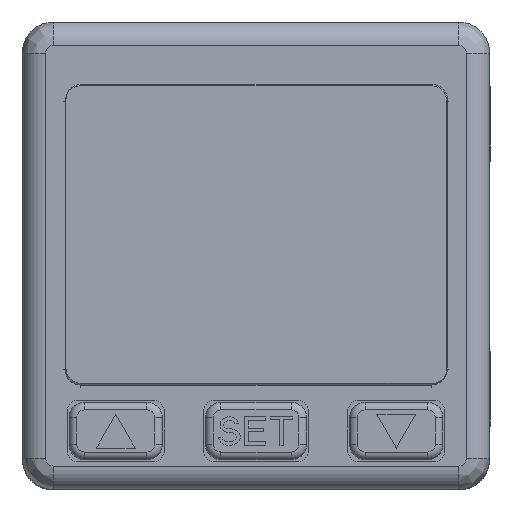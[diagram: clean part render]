
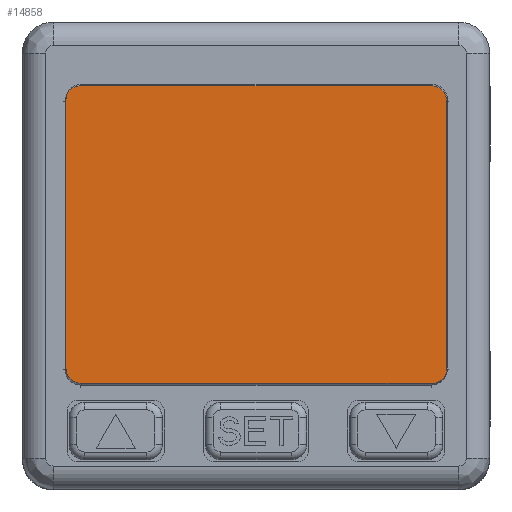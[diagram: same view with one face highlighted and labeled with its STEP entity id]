
A CAD part, top view. The second image highlights one B-rep face of the part: STEP entity #14858.
In plain terms, the highlighted planar face has unit normal (0, 0, 1).
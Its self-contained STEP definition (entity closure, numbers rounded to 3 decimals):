
#2020=CARTESIAN_POINT('',(11.25,10.992,24.97));
#2021=CARTESIAN_POINT('',(11.354,10.992,24.97));
#2022=CARTESIAN_POINT('',(11.546,10.963,24.97));
#2023=CARTESIAN_POINT('',(11.797,10.858,24.97));
#2024=CARTESIAN_POINT('',(12.016,10.695,24.97));
#2025=CARTESIAN_POINT('',(12.138,10.544,24.97));
#2026=CARTESIAN_POINT('',(12.191,10.454,24.97));
#2028=CARTESIAN_POINT('',(11.3,10.,24.97));
#2029=DIRECTION('',(0.,0.,1.));
#2030=DIRECTION('',(1.,0.,0.));
#2031=AXIS2_PLACEMENT_3D('',#2028,#2029,#2030);
#2033=DIRECTION('',(0.,1.,0.));
#2034=VECTOR('',#2033,17.2);
#2035=CARTESIAN_POINT('',(12.3,-7.2,24.97));
#2036=LINE('',#2035,#2034);
#2037=CARTESIAN_POINT('',(11.3,-7.2,24.97));
#2038=DIRECTION('',(0.,0.,1.));
#2039=DIRECTION('',(0.,-1.,0.));
#2040=AXIS2_PLACEMENT_3D('',#2037,#2038,#2039);
#2042=DIRECTION('',(1.,0.,0.));
#2043=VECTOR('',#2042,22.5);
#2044=CARTESIAN_POINT('',(-11.2,-8.2,24.97));
#2045=LINE('',#2044,#2043);
#2046=CARTESIAN_POINT('',(-11.2,-7.2,24.97));
#2047=DIRECTION('',(0.,0.,1.));
#2048=DIRECTION('',(-1.,0.,0.));
#2049=AXIS2_PLACEMENT_3D('',#2046,#2047,#2048);
#2051=DIRECTION('',(0.,-1.,0.));
#2052=VECTOR('',#2051,17.2);
#2053=CARTESIAN_POINT('',(-12.2,10.,24.97));
#2054=LINE('',#2053,#2052);
#2055=CARTESIAN_POINT('',(-11.2,10.,24.97));
#2056=DIRECTION('',(0.,0.,1.));
#2057=DIRECTION('',(-0.171,0.985,0.));
#2058=AXIS2_PLACEMENT_3D('',#2055,#2056,#2057);
#2060=CARTESIAN_POINT('',(-11.371,10.985,24.97));
#2061=CARTESIAN_POINT('',(-11.331,10.99,24.97));
#2062=CARTESIAN_POINT('',(-11.29,10.992,24.97));
#2063=CARTESIAN_POINT('',(-11.25,10.992,24.97));
#2065=DIRECTION('',(-1.,0.,0.));
#2066=VECTOR('',#2065,22.5);
#2067=CARTESIAN_POINT('',(11.25,10.992,24.97));
#2068=LINE('',#2067,#2066);
#9604=CARTESIAN_POINT('',(-12.2,10.,24.97));
#9605=CARTESIAN_POINT('',(-12.2,-7.2,24.97));
#9606=VERTEX_POINT('',#9604);
#9607=VERTEX_POINT('',#9605);
#9608=CARTESIAN_POINT('',(-11.2,-8.2,24.97));
#9609=VERTEX_POINT('',#9608);
#9610=CARTESIAN_POINT('',(11.3,-8.2,24.97));
#9611=VERTEX_POINT('',#9610);
#9612=CARTESIAN_POINT('',(12.3,-7.2,24.97));
#9613=VERTEX_POINT('',#9612);
#9614=CARTESIAN_POINT('',(12.3,10.,24.97));
#9615=VERTEX_POINT('',#9614);
#10852=VERTEX_POINT('',#2020);
#10853=VERTEX_POINT('',#2026);
#10854=CARTESIAN_POINT('',(-11.25,10.992,24.97));
#10855=VERTEX_POINT('',#10854);
#10856=VERTEX_POINT('',#2060);
#14833=CARTESIAN_POINT('',(0.05,2.6,24.97));
#14834=DIRECTION('',(0.,0.,1.));
#14835=DIRECTION('',(1.,0.,0.));
#14836=AXIS2_PLACEMENT_3D('',#14833,#14834,#14835);
#14837=PLANE('',#14836);
#14838=ORIENTED_EDGE('',*,*,#14821,.T.);
#14839=ORIENTED_EDGE('',*,*,#14779,.F.);
#14841=ORIENTED_EDGE('',*,*,#14840,.F.);
#14843=ORIENTED_EDGE('',*,*,#14842,.F.);
#14845=ORIENTED_EDGE('',*,*,#14844,.F.);
#14847=ORIENTED_EDGE('',*,*,#14846,.F.);
#14849=ORIENTED_EDGE('',*,*,#14848,.F.);
#14851=ORIENTED_EDGE('',*,*,#14850,.F.);
#14853=ORIENTED_EDGE('',*,*,#14852,.T.);
#14855=ORIENTED_EDGE('',*,*,#14854,.F.);
#14856=EDGE_LOOP('',(#14838,#14839,#14841,#14843,#14845,#14847,#14849,#14851,
#14853,#14855));
#14857=FACE_OUTER_BOUND('',#14856,.F.);
#14858=ADVANCED_FACE('',(#14857),#14837,.T.);
#2027=B_SPLINE_CURVE_WITH_KNOTS('',3,(#2020,#2021,#2022,#2023,#2024,#2025,
#2026),.UNSPECIFIED.,.F.,.F.,(4,1,1,1,4),(0.,0.25,0.5,0.75,1.),
.UNSPECIFIED.);
#2032=CIRCLE('',#2031,1.);
#2041=CIRCLE('',#2040,1.);
#2050=CIRCLE('',#2049,1.);
#2059=CIRCLE('',#2058,1.);
#2064=B_SPLINE_CURVE_WITH_KNOTS('',3,(#2060,#2061,#2062,#2063),.UNSPECIFIED.,
.F.,.F.,(4,4),(0.,1.),.UNSPECIFIED.);
#14779=EDGE_CURVE('',#9615,#10853,#2032,.T.);
#14821=EDGE_CURVE('',#10852,#10853,#2027,.T.);
#14840=EDGE_CURVE('',#9613,#9615,#2036,.T.);
#14842=EDGE_CURVE('',#9611,#9613,#2041,.T.);
#14844=EDGE_CURVE('',#9609,#9611,#2045,.T.);
#14846=EDGE_CURVE('',#9607,#9609,#2050,.T.);
#14848=EDGE_CURVE('',#9606,#9607,#2054,.T.);
#14850=EDGE_CURVE('',#10856,#9606,#2059,.T.);
#14852=EDGE_CURVE('',#10856,#10855,#2064,.T.);
#14854=EDGE_CURVE('',#10852,#10855,#2068,.T.);
